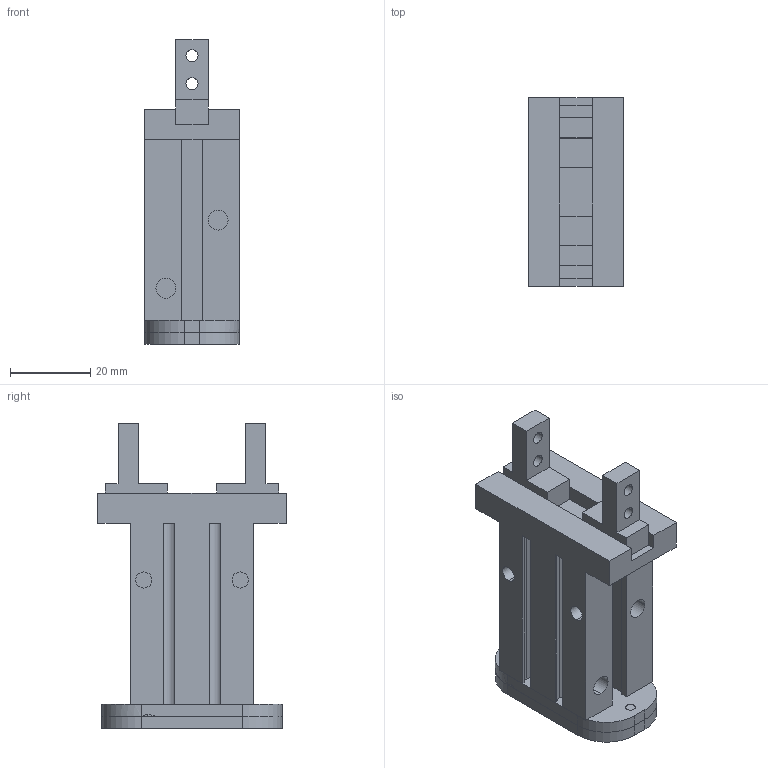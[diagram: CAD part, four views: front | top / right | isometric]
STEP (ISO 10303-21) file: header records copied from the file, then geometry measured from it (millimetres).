
FILE_DESCRIPTION (( 'STEP AP203' ), '1' );
FILE_NAME ('2 Finger old.STEP', '2022-07-16T08:25:25', ( '' ), ( '' ), 'SwSTEP 2.0', 'SolidWorks 2020', '' );
FILE_SCHEMA (( 'CONFIG_CONTROL_DESIGN' ));
Length unit declared in the file: millimetre
Products named in the file (7): Gripper; countersunk flat head cross recess screw_din_DIN EN ISO 7046-1 - M4 x 6 - Z - 6N; finger; Old Gripper bracket; socket countersunk head screw_am_B18.3.5M - 3 x 0.5 x 6 Socket FCHS  -- 6N; 2 Finger old; Old Gripper bracket 2
Assembly tree (9 placements, depth 2):
  2 Finger old
    Gripper
    Old Gripper bracket 2
    Old Gripper bracket
    finger  x2
    socket countersunk head screw_am_B18.3.5M - 3 x 0.5 x 6 Socket FCHS  -- 6N  x2
    countersunk flat head cross recess screw_din_DIN EN ISO 7046-1 - M4 x 6 - Z - 6N  x2
Bounding box: 23.6 x 47 x 76 mm (x, y, z)
Volume: 40975.7 mm3; surface area: 19471.2 mm2
Topology: 9 solids, 9 shells, 290 faces, 710 edges, 444 vertices
Faces by surface type: plane 150, cylinder 88, cone 44, torus 8
Entity records: 7353 total; most frequent: DIRECTION 1182, CARTESIAN_POINT 1160, ORIENTED_EDGE 1076, EDGE_CURVE 538, AXIS2_PLACEMENT_3D 428, VERTEX_POINT 344, LINE 326, VECTOR 326
